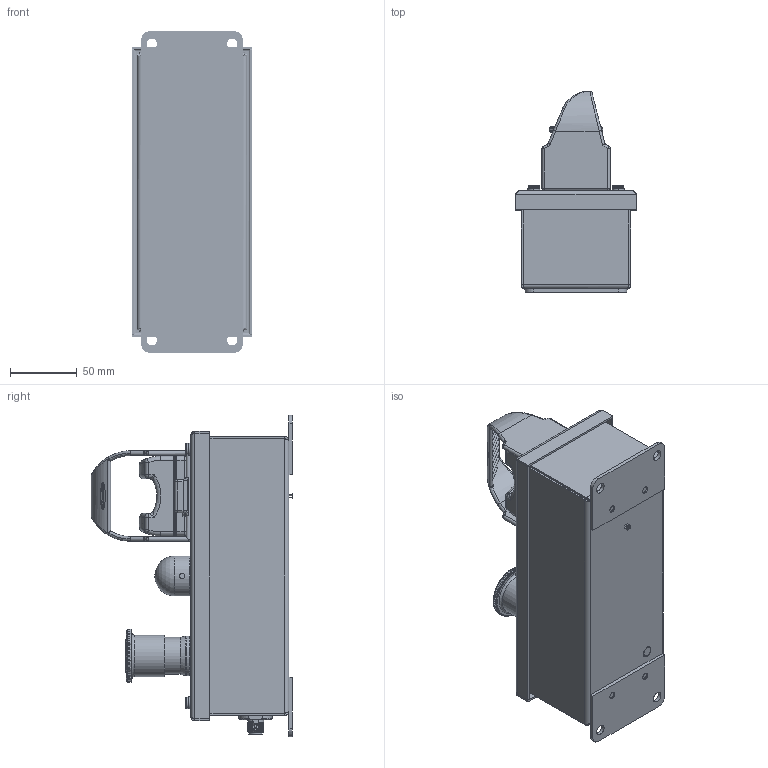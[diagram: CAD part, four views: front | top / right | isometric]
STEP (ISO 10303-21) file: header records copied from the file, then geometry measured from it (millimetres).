
FILE_DESCRIPTION((''),'2;1');
FILE_NAME('192607_ASM','2016-01-27T',('pdmadmin'),(''),'PRO/ENGINEER BY PARAMETRIC TECHNOLOGY CORPORATION, 2013230','PRO/ENGINEER BY PARAMETRIC TECHNOLOGY CORPORATION, 2013230','');
FILE_SCHEMA(('CONFIG_CONTROL_DESIGN'));
Length unit declared in the file: inch
Products named in the file (38): MODEL-041-BDY_6; MODEL-041-DR_5; 100063_1; 102145_1; 101966_1; 100009_1; 100983_1; MANIFOLD_SOLID_BREP_14686; MANIFOLD_SOLID_BREP_16765; 102534_1_ASM; MODEL-041-GSKT_2; MODEL-041_ASM_11_ASM; 183160_ASM; 120658; 69691---8-LM2T-B6644; 128174; 30221; 15882; 40545_ASSEMBLY; OTB_BASE_W_40545_CABLE_ASM; 09646_AF0; 09642; 08847; 156119_ASM; 37960; 08249; 107054; 133644; 133644_ASM; 11235; 133592; 133593; 136797_ASM; 32626; 78923_ASM; 133595; 133594; 192607_ASM
Assembly tree (45 placements, depth 5):
  192607_ASM
    183160_ASM
      MODEL-041_ASM_11_ASM
        MODEL-041-BDY_6
        MODEL-041-DR_5
        100063_1
        102145_1  x2
        101966_1
        100009_1
        100983_1  x4
        102534_1_ASM  x4
          MANIFOLD_SOLID_BREP_14686
          MANIFOLD_SOLID_BREP_16765
        MODEL-041-GSKT_2
    120658
    69691---8-LM2T-B6644
    128174
    30221
    156119_ASM
      OTB_BASE_W_40545_CABLE_ASM
        15882
        40545_ASSEMBLY
      09646_AF0
      09642
      08847  x2
    37960
    08249
    107054
    133644_ASM
      133644
    11235
    78923_ASM
      133592
      136797_ASM
        133593
      32626
    133595
    133594
Bounding box: 90.49 x 151.13 x 241.3 mm (x, y, z)
Volume: 301875.7 mm3; surface area: 300093.2 mm2
Topology: 39 solids, 44 shells, 3752 faces, 9818 edges, 6252 vertices
Faces by surface type: cylinder 1525, plane 1250, bspline 417, torus 301, sphere 101, cone 94, extrusion 64
Entity records: 185707 total; most frequent: CARTESIAN_POINT 103781, ORIENTED_EDGE 17672, DIRECTION 16301, EDGE_CURVE 8844, AXIS2_PLACEMENT_3D 6299, VERTEX_POINT 5642, VECTOR 3703, LINE 3687
